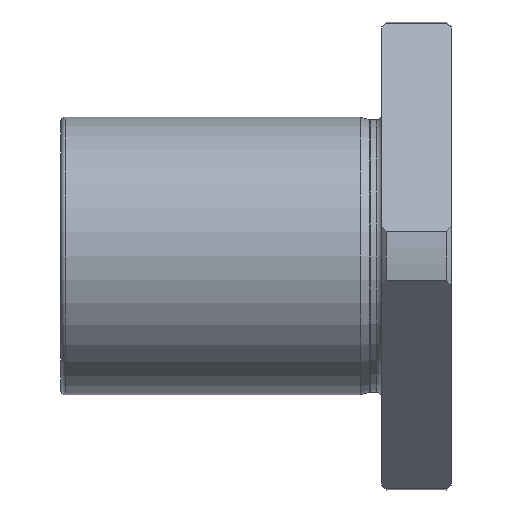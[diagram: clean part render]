
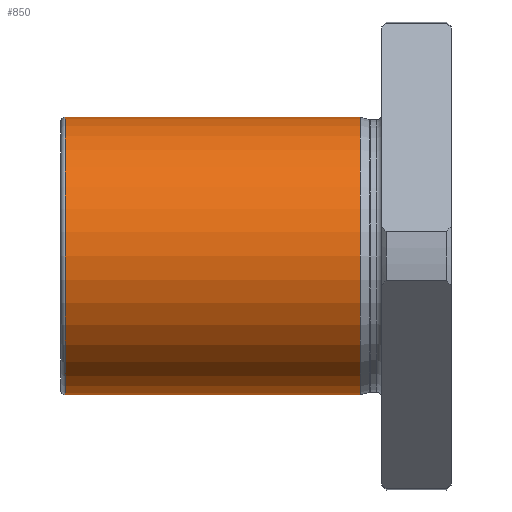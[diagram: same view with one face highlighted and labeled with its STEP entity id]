
A CAD part, front view. The second image highlights one B-rep face of the part: STEP entity #850.
In plain terms, the highlighted cylindrical face has radius 16 mm (diameter 32 mm), a full revolution.
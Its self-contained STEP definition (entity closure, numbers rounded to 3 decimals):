
#135=FACE_OUTER_BOUND('',#210,.T.);
#210=EDGE_LOOP('',(#764,#765,#766,#767,#768));
#250=LINE('',#1537,#286);
#286=VECTOR('',#1254,16.);
#303=CIRCLE('',#897,16.);
#346=CIRCLE('',#981,16.);
#347=CIRCLE('',#982,16.);
#365=VERTEX_POINT('',#1306);
#424=VERTEX_POINT('',#1528);
#425=VERTEX_POINT('',#1529);
#447=EDGE_CURVE('',#365,#365,#303,.T.);
#537=EDGE_CURVE('',#424,#425,#346,.T.);
#538=EDGE_CURVE('',#425,#424,#347,.T.);
#541=EDGE_CURVE('',#365,#424,#250,.T.);
#764=ORIENTED_EDGE('',*,*,#447,.T.);
#765=ORIENTED_EDGE('',*,*,#541,.T.);
#766=ORIENTED_EDGE('',*,*,#537,.T.);
#767=ORIENTED_EDGE('',*,*,#538,.T.);
#768=ORIENTED_EDGE('',*,*,#541,.F.);
#798=CYLINDRICAL_SURFACE('',#986,16.);
#850=ADVANCED_FACE('',(#135),#798,.T.);
#897=AXIS2_PLACEMENT_3D('',#1307,#1043,#1044);
#981=AXIS2_PLACEMENT_3D('',#1530,#1242,#1243);
#982=AXIS2_PLACEMENT_3D('',#1531,#1244,#1245);
#986=AXIS2_PLACEMENT_3D('',#1536,#1252,#1253);
#1043=DIRECTION('center_axis',(-1.,0.,0.));
#1044=DIRECTION('ref_axis',(0.,0.,-1.));
#1242=DIRECTION('center_axis',(1.,0.,0.));
#1243=DIRECTION('ref_axis',(0.,0.,-1.));
#1244=DIRECTION('center_axis',(1.,0.,0.));
#1245=DIRECTION('ref_axis',(0.,0.,-1.));
#1252=DIRECTION('center_axis',(1.,0.,0.));
#1253=DIRECTION('ref_axis',(0.,0.,-1.));
#1254=DIRECTION('',(-1.,0.,0.));
#1306=CARTESIAN_POINT('',(34.5,0.,16.));
#1307=CARTESIAN_POINT('Origin',(34.5,0.,0.));
#1528=CARTESIAN_POINT('',(0.5,0.,16.));
#1529=CARTESIAN_POINT('',(0.5,16.,0.));
#1530=CARTESIAN_POINT('Origin',(0.5,0.,
0.));
#1531=CARTESIAN_POINT('Origin',(0.5,0.,
0.));
#1536=CARTESIAN_POINT('Origin',(4.,0.,0.));
#1537=CARTESIAN_POINT('',(4.,0.,16.));
